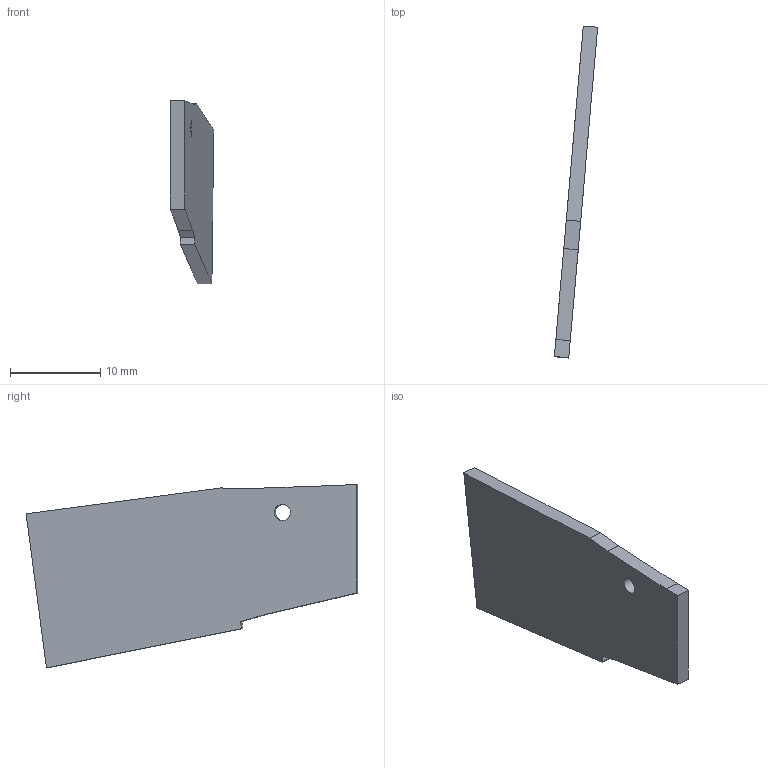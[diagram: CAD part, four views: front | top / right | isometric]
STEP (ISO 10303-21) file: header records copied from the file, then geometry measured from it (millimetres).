
FILE_DESCRIPTION(/* description */ (''),/* implementation_level */ '2;1');
FILE_NAME(/* name */ 'bat_board_redesign.step',/* time_stamp */ '2019-07-17T11:43:03+08:00',/* author */ (''),/* organization */ (''),/* preprocessor_version */ 'ST-DEVELOPER v18',/* originating_system */ 'Autodesk Translation Framework v8.2.0.1029',/* authorisation */ '');
FILE_SCHEMA (('AUTOMOTIVE_DESIGN { 1 0 10303 214 3 1 1 }'));
Length unit declared in the file: millimetre
Products named in the file (1): bat_board
Bounding box: 4.79 x 36.68 x 20.3 mm (x, y, z)
Volume: 869.8 mm3; surface area: 1259.9 mm2
Topology: 1 solids, 1 shells, 16 faces, 43 edges, 29 vertices
Faces by surface type: plane 13, bspline 2, cylinder 1
Full cylindrical faces by diameter (mm): 1.8 x1
Entity records: 687 total; most frequent: CARTESIAN_POINT 247, ORIENTED_EDGE 86, DIRECTION 73, EDGE_CURVE 43, LINE 35, VECTOR 35, VERTEX_POINT 29, AXIS2_PLACEMENT_3D 19
